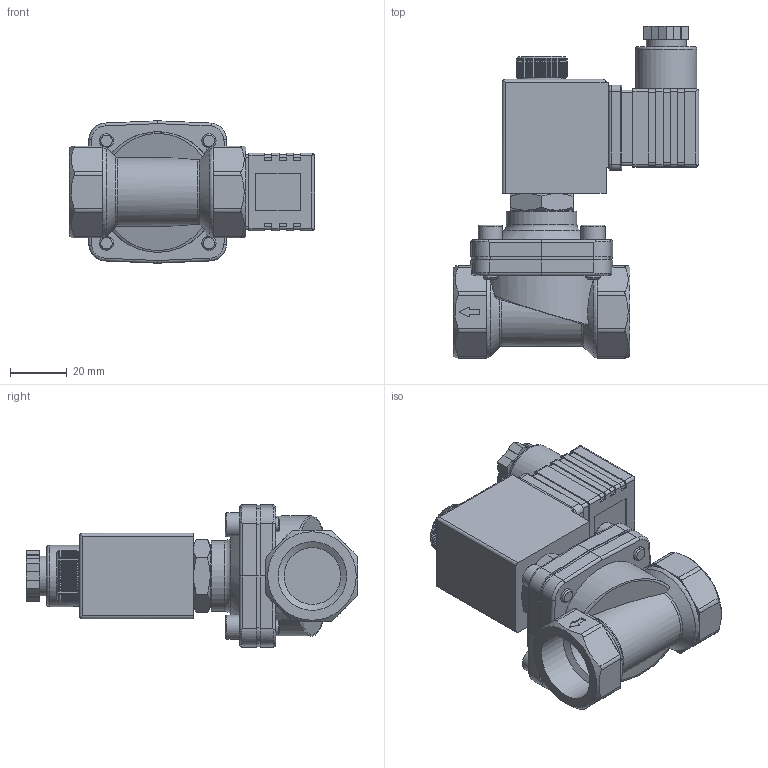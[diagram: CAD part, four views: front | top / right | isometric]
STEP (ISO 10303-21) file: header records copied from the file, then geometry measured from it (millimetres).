
FILE_DESCRIPTION((''),'2;1');
FILE_NAME('MZ1A20E020D2450.stp','2022-01-20T17:04:13',('RL'),(''),'Autodesk Inventor 2012','Autodesk Inventor 2012','');
FILE_SCHEMA(('AUTOMOTIVE_DESIGN { 1 0 10303 214 1 1 1 1 }'));
Length unit declared in the file: millimetre
Products named in the file (3): MZ1A20E020D24/50; MZ1A20E020D23050; GDA09 (1)
Assembly tree (2 placements, depth 2):
  MZ1A20E020D24/50
    MZ1A20E020D23050
    GDA09 (1)
Bounding box: 86.1 x 116.55 x 50 mm (x, y, z)
Volume: 144484.8 mm3; surface area: 35824.6 mm2
Topology: 3 solids, 3 shells, 785 faces, 2137 edges, 1404 vertices
Faces by surface type: plane 551, cylinder 185, torus 32, cone 17
Full cylindrical faces by diameter (mm): 1.7 x3, 2.459 x1, 3 x1, 3.2 x1, 5 x4, 5.5 x1, 6.6 x2, 7 x1, 8.5 x5, 10.5 x1, 13 x1, 14 x1, 16 x1, 18 x1, 19.9 x2, 21.5 x1, 21.8 x1, 22 x1, 24.117 x2, 24.8 x1
Entity records: 25407 total; most frequent: CARTESIAN_POINT 5893, ORIENTED_EDGE 4156, DIRECTION 3554, EDGE_CURVE 2078, VERTEX_POINT 1398, VECTOR 1192, LINE 1192, AXIS2_PLACEMENT_3D 1181
